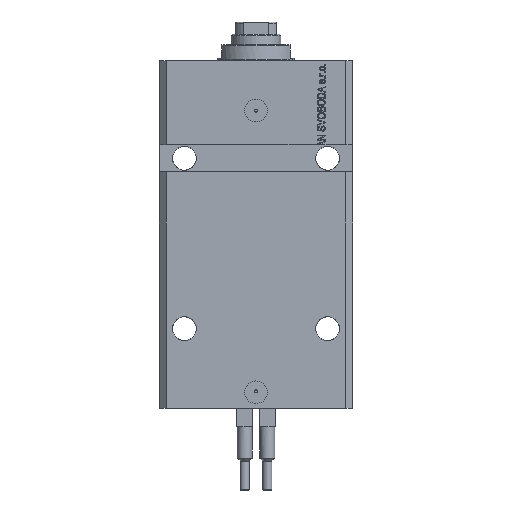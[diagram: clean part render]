
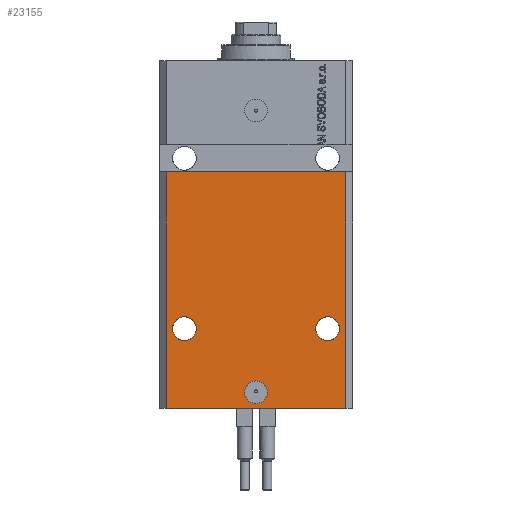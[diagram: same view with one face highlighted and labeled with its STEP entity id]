
A CAD part, front view. The second image highlights one B-rep face of the part: STEP entity #23155.
In plain terms, the highlighted planar face has unit normal (0, -1, 0).
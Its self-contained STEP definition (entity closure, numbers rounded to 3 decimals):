
#152 = CARTESIAN_POINT ( 'NONE',  ( -39.5, -31.5, -153. ) ) ;
#166 = AXIS2_PLACEMENT_3D ( 'NONE', #152, #14969, #34043 ) ;
#445 = CIRCLE ( 'NONE', #35182, 5.25 ) ;
#745 = ORIENTED_EDGE ( 'NONE', *, *, #18377, .F. ) ;
#932 = ORIENTED_EDGE ( 'NONE', *, *, #14641, .T. ) ;
#1110 = EDGE_CURVE ( 'NONE', #11166, #30279, #45930, .T. ) ;
#1407 = CARTESIAN_POINT ( 'NONE',  ( 31.5, -31.5, -118. ) ) ;
#1564 = CARTESIAN_POINT ( 'NONE',  ( -39.5, -31.5, -153. ) ) ;
#1691 = AXIS2_PLACEMENT_3D ( 'NONE', #16858, #9957, #6021 ) ;
#2527 = DIRECTION ( 'NONE',  ( 0., -1., 0. ) ) ;
#3535 = CARTESIAN_POINT ( 'NONE',  ( -39.5, -31.5, -49. ) ) ;
#3631 = CARTESIAN_POINT ( 'NONE',  ( -39.5, -31.5, -153. ) ) ;
#5115 = DIRECTION ( 'NONE',  ( 0., -1., 0. ) ) ;
#5275 = CARTESIAN_POINT ( 'NONE',  ( -31.5, -31.5, -118. ) ) ;
#6021 = DIRECTION ( 'NONE',  ( 1., 0., 0. ) ) ;
#6221 = VERTEX_POINT ( 'NONE', #36751 ) ;
#6891 = EDGE_CURVE ( 'NONE', #19510, #32962, #39817, .T. ) ;
#7138 = DIRECTION ( 'NONE',  ( 0., -1., 0. ) ) ;
#7572 = DIRECTION ( 'NONE',  ( 0., 0., 1. ) ) ;
#8013 = ORIENTED_EDGE ( 'NONE', *, *, #24369, .F. ) ;
#9211 = DIRECTION ( 'NONE',  ( -1., 0., 0. ) ) ;
#9813 = FACE_OUTER_BOUND ( 'NONE', #29756, .T. ) ;
#9957 = DIRECTION ( 'NONE',  ( 0., -1., 0. ) ) ;
#10408 = CARTESIAN_POINT ( 'NONE',  ( 0., -31.5, -146. ) ) ;
#11166 = VERTEX_POINT ( 'NONE', #30912 ) ;
#11743 = LINE ( 'NONE', #3631, #13671 ) ;
#12030 = ORIENTED_EDGE ( 'NONE', *, *, #43094, .T. ) ;
#13671 = VECTOR ( 'NONE', #7572, 1000. ) ;
#14641 = EDGE_CURVE ( 'NONE', #6221, #37019, #31847, .T. ) ;
#14969 = DIRECTION ( 'NONE',  ( 0., -1., 0. ) ) ;
#15080 = CIRCLE ( 'NONE', #1691, 5. ) ;
#15862 = CARTESIAN_POINT ( 'NONE',  ( -26.25, -31.5, -118. ) ) ;
#16568 = LINE ( 'NONE', #24254, #36830 ) ;
#16858 = CARTESIAN_POINT ( 'NONE',  ( 0., -31.5, -146. ) ) ;
#17212 = FACE_BOUND ( 'NONE', #42360, .T. ) ;
#17222 = DIRECTION ( 'NONE',  ( 0., 0., 1. ) ) ;
#18060 = ORIENTED_EDGE ( 'NONE', *, *, #6891, .F. ) ;
#18243 = CARTESIAN_POINT ( 'NONE',  ( 31.5, -31.5, -118. ) ) ;
#18377 = EDGE_CURVE ( 'NONE', #30279, #11166, #15080, .T. ) ;
#18467 = AXIS2_PLACEMENT_3D ( 'NONE', #1407, #5115, #46902 ) ;
#18757 = VERTEX_POINT ( 'NONE', #41541 ) ;
#19124 = CIRCLE ( 'NONE', #36528, 5.25 ) ;
#19510 = VERTEX_POINT ( 'NONE', #48503 ) ;
#20680 = CARTESIAN_POINT ( 'NONE',  ( 39.5, -31.5, -153. ) ) ;
#20930 = FACE_BOUND ( 'NONE', #48030, .T. ) ;
#21270 = DIRECTION ( 'NONE',  ( 1., 0., 0. ) ) ;
#22040 = DIRECTION ( 'NONE',  ( 1., 0., 0. ) ) ;
#22202 = DIRECTION ( 'NONE',  ( -1., 0., 0. ) ) ;
#23155 = ADVANCED_FACE ( 'NONE', ( #20930, #17212, #43712, #9813 ), #45411, .T. ) ;
#24254 = CARTESIAN_POINT ( 'NONE',  ( -42.5, -31.5, -49. ) ) ;
#24369 = EDGE_CURVE ( 'NONE', #32962, #19510, #40495, .T. ) ;
#28014 = DIRECTION ( 'NONE',  ( 0., -1., 0. ) ) ;
#28772 = ORIENTED_EDGE ( 'NONE', *, *, #37314, .F. ) ;
#28977 = VERTEX_POINT ( 'NONE', #1564 ) ;
#29756 = EDGE_LOOP ( 'NONE', ( #34688, #37284, #12030, #932 ) ) ;
#30279 = VERTEX_POINT ( 'NONE', #34657 ) ;
#30912 = CARTESIAN_POINT ( 'NONE',  ( -5., -31.5, -146. ) ) ;
#31289 = EDGE_LOOP ( 'NONE', ( #34143, #28772 ) ) ;
#31847 = LINE ( 'NONE', #20680, #45021 ) ;
#31988 = EDGE_CURVE ( 'NONE', #46192, #37019, #16568, .T. ) ;
#32610 = DIRECTION ( 'NONE',  ( 1., 0., 0. ) ) ;
#32962 = VERTEX_POINT ( 'NONE', #42420 ) ;
#33112 = LINE ( 'NONE', #36069, #35176 ) ;
#33249 = VERTEX_POINT ( 'NONE', #15862 ) ;
#33373 = DIRECTION ( 'NONE',  ( 1., 0., 0. ) ) ;
#33799 = EDGE_CURVE ( 'NONE', #33249, #18757, #445, .T. ) ;
#34043 = DIRECTION ( 'NONE',  ( 0., 0., -1. ) ) ;
#34096 = AXIS2_PLACEMENT_3D ( 'NONE', #10408, #2527, #22040 ) ;
#34143 = ORIENTED_EDGE ( 'NONE', *, *, #33799, .F. ) ;
#34657 = CARTESIAN_POINT ( 'NONE',  ( 5., -31.5, -146. ) ) ;
#34688 = ORIENTED_EDGE ( 'NONE', *, *, #31988, .F. ) ;
#35176 = VECTOR ( 'NONE', #32610, 1000. ) ;
#35182 = AXIS2_PLACEMENT_3D ( 'NONE', #41257, #7138, #22202 ) ;
#36069 = CARTESIAN_POINT ( 'NONE',  ( -39.5, -31.5, -153. ) ) ;
#36528 = AXIS2_PLACEMENT_3D ( 'NONE', #5275, #28014, #9211 ) ;
#36751 = CARTESIAN_POINT ( 'NONE',  ( 39.5, -31.5, -153. ) ) ;
#36830 = VECTOR ( 'NONE', #21270, 1000. ) ;
#37019 = VERTEX_POINT ( 'NONE', #39266 ) ;
#37284 = ORIENTED_EDGE ( 'NONE', *, *, #39456, .F. ) ;
#37314 = EDGE_CURVE ( 'NONE', #18757, #33249, #19124, .T. ) ;
#37438 = ORIENTED_EDGE ( 'NONE', *, *, #1110, .F. ) ;
#39266 = CARTESIAN_POINT ( 'NONE',  ( 39.5, -31.5, -49. ) ) ;
#39456 = EDGE_CURVE ( 'NONE', #28977, #46192, #11743, .T. ) ;
#39817 = CIRCLE ( 'NONE', #18467, 5.25 ) ;
#40495 = CIRCLE ( 'NONE', #44446, 5.25 ) ;
#41257 = CARTESIAN_POINT ( 'NONE',  ( -31.5, -31.5, -118. ) ) ;
#41541 = CARTESIAN_POINT ( 'NONE',  ( -36.75, -31.5, -118. ) ) ;
#42360 = EDGE_LOOP ( 'NONE', ( #18060, #8013 ) ) ;
#42420 = CARTESIAN_POINT ( 'NONE',  ( 26.25, -31.5, -118. ) ) ;
#43094 = EDGE_CURVE ( 'NONE', #28977, #6221, #33112, .T. ) ;
#43712 = FACE_BOUND ( 'NONE', #31289, .T. ) ;
#44446 = AXIS2_PLACEMENT_3D ( 'NONE', #18243, #48708, #33373 ) ;
#45021 = VECTOR ( 'NONE', #17222, 1000. ) ;
#45411 = PLANE ( 'NONE',  #166 ) ;
#45930 = CIRCLE ( 'NONE', #34096, 5. ) ;
#46192 = VERTEX_POINT ( 'NONE', #3535 ) ;
#46902 = DIRECTION ( 'NONE',  ( 1., 0., 0. ) ) ;
#48030 = EDGE_LOOP ( 'NONE', ( #745, #37438 ) ) ;
#48503 = CARTESIAN_POINT ( 'NONE',  ( 36.75, -31.5, -118. ) ) ;
#48708 = DIRECTION ( 'NONE',  ( 0., -1., 0. ) ) ;
